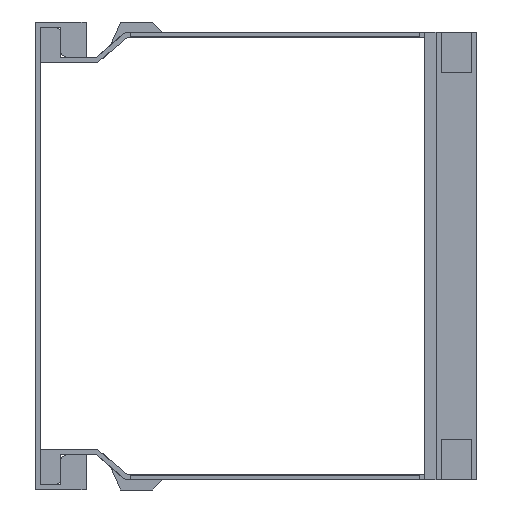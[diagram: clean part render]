
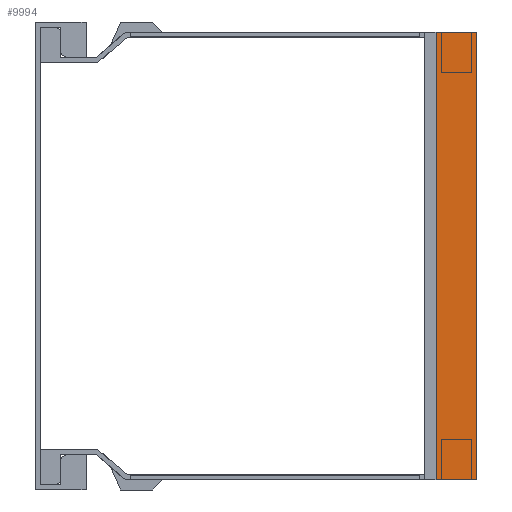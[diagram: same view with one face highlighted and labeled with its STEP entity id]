
A CAD part, left-side view. The second image highlights one B-rep face of the part: STEP entity #9994.
In plain terms, the highlighted planar face has unit normal (-1, 0, 0).
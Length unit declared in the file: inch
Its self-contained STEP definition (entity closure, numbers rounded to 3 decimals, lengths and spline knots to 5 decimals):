
#216 = AXIS2_PLACEMENT_3D ( 'NONE', #19732, #7602, #3352 ) ;
#525 = LINE ( 'NONE', #16086, #17726 ) ;
#2493 = VERTEX_POINT ( 'NONE', #18053 ) ;
#2533 = ORIENTED_EDGE ( 'NONE', *, *, #10153, .T. ) ;
#3352 = DIRECTION ( 'NONE',  ( 0., 0., -1. ) ) ;
#3827 = ORIENTED_EDGE ( 'NONE', *, *, #6945, .T. ) ;
#3951 = DIRECTION ( 'NONE',  ( 0., 1., 0. ) ) ;
#6945 = EDGE_CURVE ( 'NONE', #19133, #12384, #16775, .T. ) ;
#7430 = EDGE_CURVE ( 'NONE', #2493, #25451, #16073, .T. ) ;
#7602 = DIRECTION ( 'NONE',  ( 1., 0., 0. ) ) ;
#9086 = VECTOR ( 'NONE', #3951, 39.37008 ) ;
#9532 = DIRECTION ( 'NONE',  ( 0., 1., 0. ) ) ;
#9920 = DIRECTION ( 'NONE',  ( 0., 0., -1. ) ) ;
#9994 = ADVANCED_FACE ( 'NONE', ( #14895 ), #25787, .F. ) ;
#10153 = EDGE_CURVE ( 'NONE', #12384, #25451, #525, .T. ) ;
#10504 = ORIENTED_EDGE ( 'NONE', *, *, #7430, .F. ) ;
#12228 = VECTOR ( 'NONE', #9532, 39.37008 ) ;
#12301 = CARTESIAN_POINT ( 'NONE',  ( -8.4971, -0.04559, -1.75197 ) ) ;
#12384 = VERTEX_POINT ( 'NONE', #20637 ) ;
#14172 = EDGE_CURVE ( 'NONE', #19133, #2493, #25345, .T. ) ;
#14895 = FACE_OUTER_BOUND ( 'NONE', #24462, .T. ) ;
#15389 = DIRECTION ( 'NONE',  ( 0., 0., -1. ) ) ;
#15554 = ORIENTED_EDGE ( 'NONE', *, *, #14172, .F. ) ;
#16073 = LINE ( 'NONE', #24121, #12228 ) ;
#16086 = CARTESIAN_POINT ( 'NONE',  ( -8.4971, -0.04559, -1.75197 ) ) ;
#16775 = LINE ( 'NONE', #24421, #9086 ) ;
#17726 = VECTOR ( 'NONE', #9920, 39.37008 ) ;
#18053 = CARTESIAN_POINT ( 'NONE',  ( -8.4971, -0.36055, -1.75197 ) ) ;
#19133 = VERTEX_POINT ( 'NONE', #26337 ) ;
#19474 = CARTESIAN_POINT ( 'NONE',  ( -8.4971, -0.36055, -1.75197 ) ) ;
#19732 = CARTESIAN_POINT ( 'NONE',  ( -8.4971, -0.36055, -1.75197 ) ) ;
#20578 = VECTOR ( 'NONE', #15389, 39.37008 ) ;
#20637 = CARTESIAN_POINT ( 'NONE',  ( -8.4971, -0.04559, 1.75197 ) ) ;
#24121 = CARTESIAN_POINT ( 'NONE',  ( -8.4971, -0.36055, -1.75197 ) ) ;
#24421 = CARTESIAN_POINT ( 'NONE',  ( -8.4971, -0.36055, 1.75197 ) ) ;
#24462 = EDGE_LOOP ( 'NONE', ( #2533, #10504, #15554, #3827 ) ) ;
#25345 = LINE ( 'NONE', #19474, #20578 ) ;
#25451 = VERTEX_POINT ( 'NONE', #12301 ) ;
#25787 = PLANE ( 'NONE',  #216 ) ;
#26337 = CARTESIAN_POINT ( 'NONE',  ( -8.4971, -0.36055, 1.75197 ) ) ;
